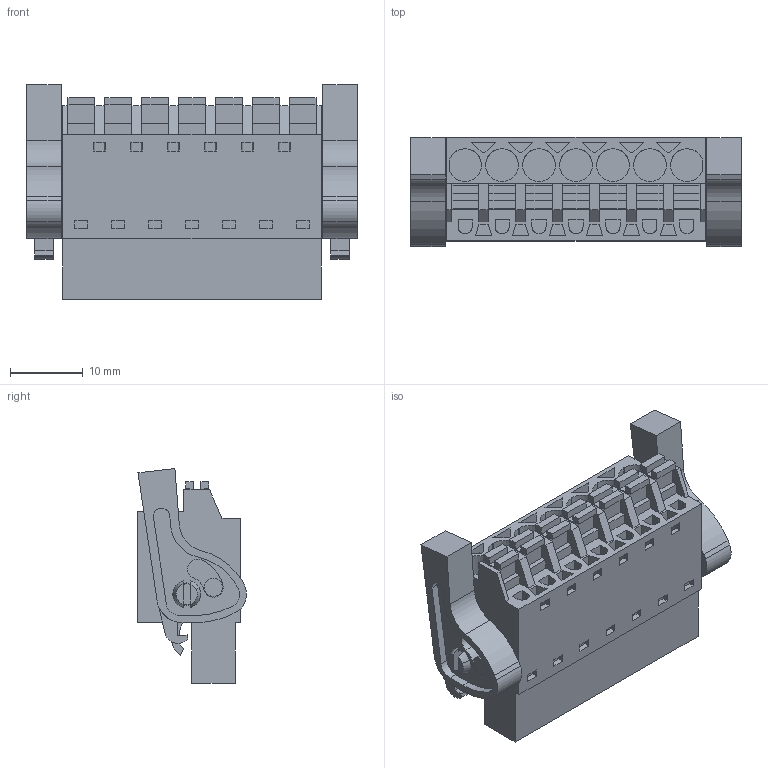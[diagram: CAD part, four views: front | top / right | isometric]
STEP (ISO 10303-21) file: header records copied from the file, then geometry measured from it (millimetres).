
FILE_DESCRIPTION(('CATIA V5 STEP Exchange','CAx-IF Rec.Pracs.--- Model Styling and Organization---1.2---2011-12-15'),'2;1');
FILE_NAME ('D1446625_0_1014430000_1014430000.stp','2017-04-29T06:08:48+00:00',('none'),('Weidmueller'),'CATIA Version 5-6 Release 2014','CATIA V5 STEP AP214','none');
FILE_SCHEMA(('AUTOMOTIVE_DESIGN { 1 0 10303 214 1 1 1 1 }'));
Length unit declared in the file: millimetre
Products named in the file (1): 1014430000
Bounding box: 45.38 x 14.96 x 29.52 mm (x, y, z)
Volume: 9618.8 mm3; surface area: 7558.8 mm2
Topology: 10 solids, 10 shells, 627 faces, 1766 edges, 1218 vertices
Faces by surface type: plane 504, cylinder 114, cone 8, extrusion 1
Entity records: 20125 total; most frequent: CARTESIAN_POINT 3857, ORIENTED_EDGE 3532, DIRECTION 2612, EDGE_CURVE 1766, VECTOR 1501, LINE 1500, VERTEX_POINT 1218, EDGE_LOOP 718
